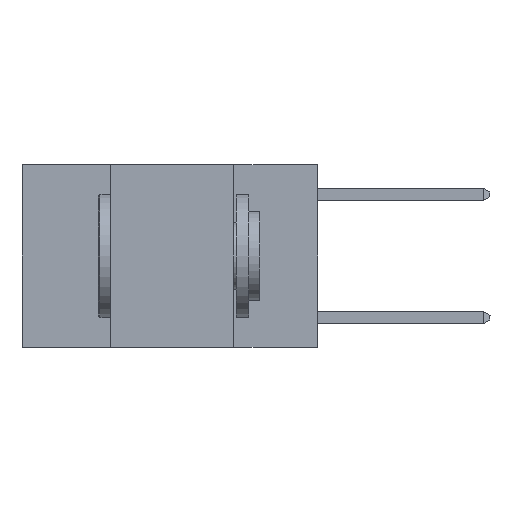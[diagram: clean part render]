
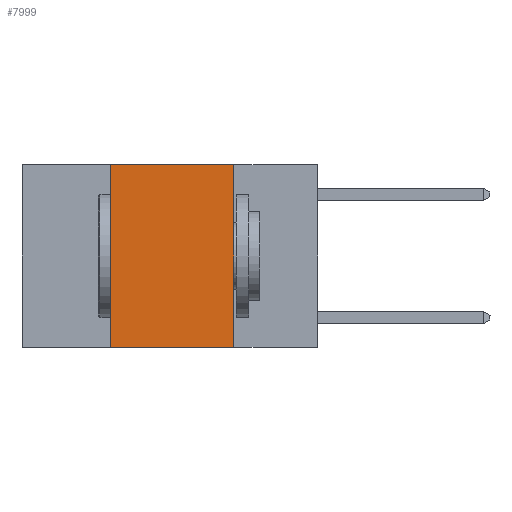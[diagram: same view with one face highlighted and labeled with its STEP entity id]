
A CAD part, left-side view. The second image highlights one B-rep face of the part: STEP entity #7999.
In plain terms, the highlighted planar face has unit normal (-1, 0, 0).
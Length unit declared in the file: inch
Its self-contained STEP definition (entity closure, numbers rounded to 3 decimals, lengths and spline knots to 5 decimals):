
#54 = DIRECTION ( 'NONE',  ( 0., 0., 1. ) ) ;
#84 = VECTOR ( 'NONE', #2052, 39.37008 ) ;
#204 = CARTESIAN_POINT ( 'NONE',  ( 0., 0.42, 0. ) ) ;
#319 = VERTEX_POINT ( 'NONE', #5690 ) ;
#534 = LINE ( 'NONE', #8232, #4759 ) ;
#1264 = CARTESIAN_POINT ( 'NONE',  ( 0., 0.6, -0.37 ) ) ;
#1339 = DIRECTION ( 'NONE',  ( 1., 0., 0. ) ) ;
#1575 = VERTEX_POINT ( 'NONE', #5837 ) ;
#1683 = VERTEX_POINT ( 'NONE', #8005 ) ;
#2052 = DIRECTION ( 'NONE',  ( 0., -1., 0. ) ) ;
#2271 = EDGE_LOOP ( 'NONE', ( #3723, #4148, #4245, #4459 ) ) ;
#2345 = EDGE_CURVE ( 'NONE', #319, #3939, #8709, .T. ) ;
#2488 = LINE ( 'NONE', #1264, #84 ) ;
#2669 = FACE_OUTER_BOUND ( 'NONE', #2271, .T. ) ;
#2846 = CARTESIAN_POINT ( 'NONE',  ( 0., 0.42, 0. ) ) ;
#3088 = CARTESIAN_POINT ( 'NONE',  ( 0., 0.17, 0. ) ) ;
#3562 = LINE ( 'NONE', #3088, #7102 ) ;
#3709 = PLANE ( 'NONE',  #8192 ) ;
#3723 = ORIENTED_EDGE ( 'NONE', *, *, #8193, .F. ) ;
#3743 = DIRECTION ( 'NONE',  ( 0., -1., 0. ) ) ;
#3875 = DIRECTION ( 'NONE',  ( 0., 0., -1. ) ) ;
#3926 = EDGE_CURVE ( 'NONE', #319, #1683, #2488, .T. ) ;
#3939 = VERTEX_POINT ( 'NONE', #2846 ) ;
#4148 = ORIENTED_EDGE ( 'NONE', *, *, #8010, .F. ) ;
#4245 = ORIENTED_EDGE ( 'NONE', *, *, #2345, .F. ) ;
#4459 = ORIENTED_EDGE ( 'NONE', *, *, #3926, .T. ) ;
#4701 = VECTOR ( 'NONE', #54, 39.37008 ) ;
#4759 = VECTOR ( 'NONE', #3743, 39.37008 ) ;
#5690 = CARTESIAN_POINT ( 'NONE',  ( 0., 0.42, -0.37 ) ) ;
#5837 = CARTESIAN_POINT ( 'NONE',  ( 0., 0.17, 0. ) ) ;
#6014 = CARTESIAN_POINT ( 'NONE',  ( 0., 0.6, 0. ) ) ;
#6760 = DIRECTION ( 'NONE',  ( 0., 0., -1. ) ) ;
#7102 = VECTOR ( 'NONE', #3875, 39.37008 ) ;
#7999 = ADVANCED_FACE ( 'NONE', ( #2669 ), #3709, .F. ) ;
#8005 = CARTESIAN_POINT ( 'NONE',  ( 0., 0.17, -0.37 ) ) ;
#8010 = EDGE_CURVE ( 'NONE', #3939, #1575, #534, .T. ) ;
#8192 = AXIS2_PLACEMENT_3D ( 'NONE', #6014, #1339, #6760 ) ;
#8193 = EDGE_CURVE ( 'NONE', #1575, #1683, #3562, .T. ) ;
#8232 = CARTESIAN_POINT ( 'NONE',  ( 0., 0.6, 0. ) ) ;
#8709 = LINE ( 'NONE', #204, #4701 ) ;
